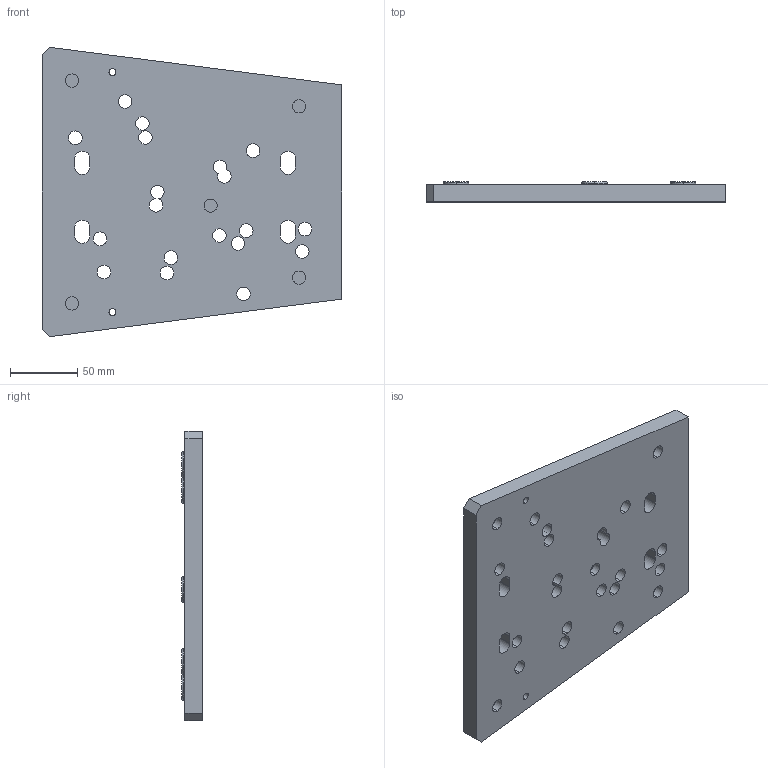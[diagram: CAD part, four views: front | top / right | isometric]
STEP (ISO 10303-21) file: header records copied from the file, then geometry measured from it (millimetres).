
FILE_DESCRIPTION (( 'STEP AP214' ), '1' );
FILE_NAME ('D1101700-v2.STEP', '2013-08-22T16:38:00', ( 'ligo' ), ( '' ), 'SwSTEP 2.0', 'SolidWorks 2013', '' );
FILE_SCHEMA (( 'AUTOMOTIVE_DESIGN' ));
Length unit declared in the file: inch
Products named in the file (1): D1101700-v2
Bounding box: 222.25 x 14.99 x 214.45 mm (x, y, z)
Volume: 500500 mm3; surface area: 106810.4 mm2
Topology: 6 solids, 6 shells, 146 faces, 359 edges, 230 vertices
Faces by surface type: cylinder 91, plane 31, torus 20, cone 4
Entity records: 4660 total; most frequent: DIRECTION 875, CARTESIAN_POINT 736, ORIENTED_EDGE 718, AXIS2_PLACEMENT_3D 369, EDGE_CURVE 359, VERTEX_POINT 230, CIRCLE 222, EDGE_LOOP 207
